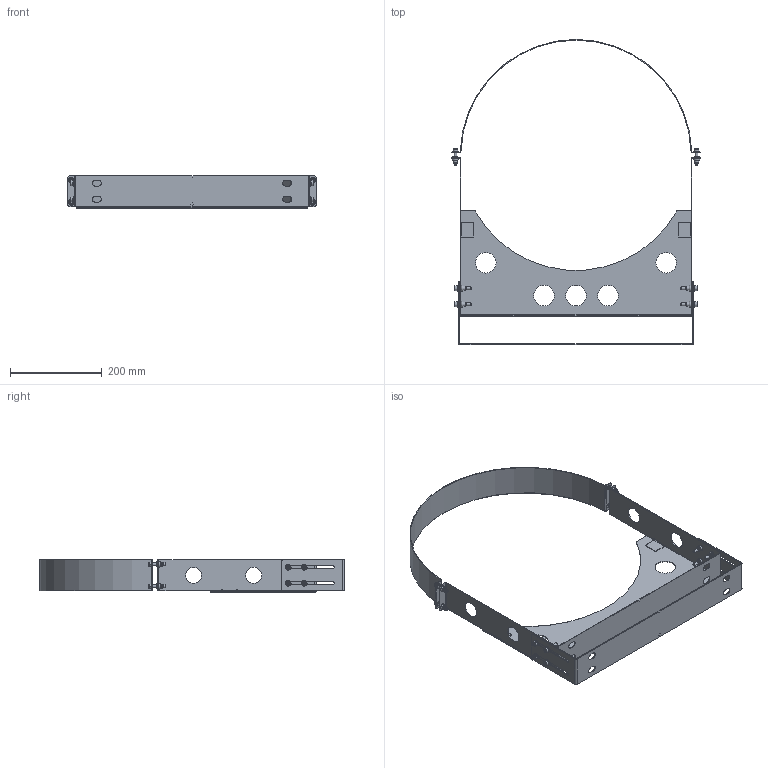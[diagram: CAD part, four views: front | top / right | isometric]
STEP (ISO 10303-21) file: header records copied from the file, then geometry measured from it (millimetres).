
FILE_DESCRIPTION(/* description */ ('Fäste mot rör'),/* implementation_level */ '2;1');
FILE_NAME(/* name */ 'HKSH-07.stp',/* time_stamp */ '2016-04-22T08:45:14+02:00',/* author */ ('CAD'),/* organization */ (''),/* preprocessor_version */ 'ST-DEVELOPER v15.6',/* originating_system */ 'Autodesk Inventor 2015',/* authorisation */ '');
FILE_SCHEMA (('AUTOMOTIVE_DESIGN { 1 0 10303 214 3 1 1 }'));
Length unit declared in the file: millimetre
Products named in the file (8): HKSH-AA-07; Blindnitmutter-23308060300-colly; HKSH-AC-07; HKSH-AB-07; HKSH-AD-07; ISO 7089 - 6 - 140 HV(2); ISO 4762 - M6 x 30ISO; HKSH-07
Bounding box: 543 x 666.5 x 71 mm (x, y, z)
Volume: 428854.3 mm3; surface area: 548350 mm2
Topology: 39 solids, 39 shells, 861 faces, 1949 edges, 1190 vertices
Faces by surface type: cylinder 326, plane 307, cone 192, torus 36
Full cylindrical faces by diameter (mm): 4.917 x72, 6 x84, 6.4 x12, 6.5 x4, 7.2 x12, 9 x24, 9.5 x12, 10 x12, 11 x12, 12 x12, 35 x4, 45 x5
Entity records: 8508 total; most frequent: DIRECTION 1470, CARTESIAN_POINT 1352, ORIENTED_EDGE 1214, EDGE_CURVE 607, AXIS2_PLACEMENT_3D 543, EDGE_LOOP 426, VERTEX_POINT 407, LINE 384
